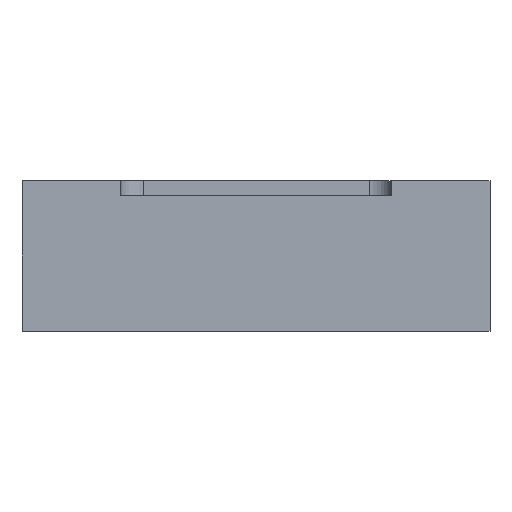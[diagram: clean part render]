
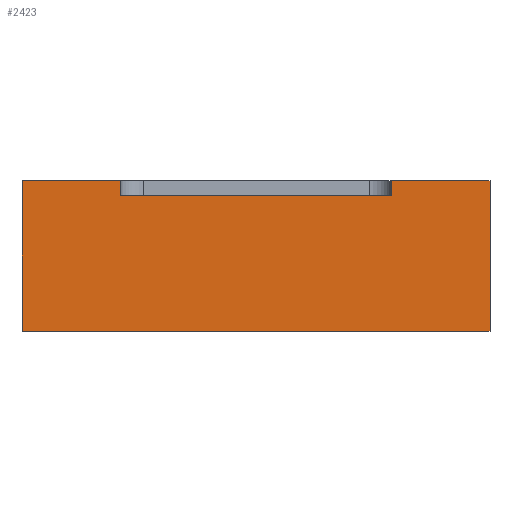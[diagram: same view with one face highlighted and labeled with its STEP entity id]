
A CAD part, front view. The second image highlights one B-rep face of the part: STEP entity #2423.
In plain terms, the highlighted planar face has unit normal (0, -1, 0).
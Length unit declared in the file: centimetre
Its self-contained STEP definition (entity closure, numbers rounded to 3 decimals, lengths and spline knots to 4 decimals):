
#121=FACE_OUTER_BOUND('',#197,.T.);
#197=EDGE_LOOP('',(#2046,#2047,#2048,#2049,#2050,#2051,#2052,#2053));
#390=LINE('',#3737,#766);
#391=LINE('',#3739,#767);
#392=LINE('',#3741,#768);
#393=LINE('',#3743,#769);
#394=LINE('',#3745,#770);
#395=LINE('',#3747,#771);
#396=LINE('',#3749,#772);
#397=LINE('',#3750,#773);
#766=VECTOR('',#2921,1.);
#767=VECTOR('',#2922,1.);
#768=VECTOR('',#2923,1.);
#769=VECTOR('',#2924,1.);
#770=VECTOR('',#2925,1.);
#771=VECTOR('',#2926,1.);
#772=VECTOR('',#2927,1.);
#773=VECTOR('',#2928,1.);
#1158=VERTEX_POINT('',#3735);
#1159=VERTEX_POINT('',#3736);
#1160=VERTEX_POINT('',#3738);
#1161=VERTEX_POINT('',#3740);
#1162=VERTEX_POINT('',#3742);
#1163=VERTEX_POINT('',#3744);
#1164=VERTEX_POINT('',#3746);
#1165=VERTEX_POINT('',#3748);
#1602=EDGE_CURVE('',#1158,#1159,#390,.T.);
#1603=EDGE_CURVE('',#1159,#1160,#391,.T.);
#1604=EDGE_CURVE('',#1160,#1161,#392,.T.);
#1605=EDGE_CURVE('',#1161,#1162,#393,.T.);
#1606=EDGE_CURVE('',#1162,#1163,#394,.T.);
#1607=EDGE_CURVE('',#1163,#1164,#395,.T.);
#1608=EDGE_CURVE('',#1164,#1165,#396,.T.);
#1609=EDGE_CURVE('',#1165,#1158,#397,.T.);
#2046=ORIENTED_EDGE('',*,*,#1602,.T.);
#2047=ORIENTED_EDGE('',*,*,#1603,.T.);
#2048=ORIENTED_EDGE('',*,*,#1604,.T.);
#2049=ORIENTED_EDGE('',*,*,#1605,.T.);
#2050=ORIENTED_EDGE('',*,*,#1606,.T.);
#2051=ORIENTED_EDGE('',*,*,#1607,.T.);
#2052=ORIENTED_EDGE('',*,*,#1608,.T.);
#2053=ORIENTED_EDGE('',*,*,#1609,.T.);
#2359=PLANE('',#2655);
#2423=ADVANCED_FACE('',(#121),#2359,.T.);
#2655=AXIS2_PLACEMENT_3D('',#3734,#2919,#2920);
#2919=DIRECTION('center_axis',(0.,-1.,0.));
#2920=DIRECTION('ref_axis',(0.,0.,-1.));
#2921=DIRECTION('',(0.,0.,-1.));
#2922=DIRECTION('',(-1.,0.,0.));
#2923=DIRECTION('',(0.,0.,1.));
#2924=DIRECTION('',(-1.,0.,0.));
#2925=DIRECTION('',(0.,0.,-1.));
#2926=DIRECTION('',(1.,0.,0.));
#2927=DIRECTION('',(0.,0.,1.));
#2928=DIRECTION('',(-1.,0.,0.));
#3734=CARTESIAN_POINT('Origin',(-1.55,-1.55,0.5));
#3735=CARTESIAN_POINT('',(0.9,-1.55,1.));
#3736=CARTESIAN_POINT('',(0.9,-1.55,0.9));
#3737=CARTESIAN_POINT('',(0.9,-1.55,1.));
#3738=CARTESIAN_POINT('',(-0.8978,-1.55,0.9));
#3739=CARTESIAN_POINT('',(0.9,-1.55,0.9));
#3740=CARTESIAN_POINT('',(-0.8978,-1.55,1.));
#3741=CARTESIAN_POINT('',(-0.8978,-1.55,0.9));
#3742=CARTESIAN_POINT('',(-1.55,-1.55,1.));
#3743=CARTESIAN_POINT('',(-0.8978,-1.55,1.));
#3744=CARTESIAN_POINT('',(-1.55,-1.55,0.));
#3745=CARTESIAN_POINT('',(-1.55,-1.55,1.));
#3746=CARTESIAN_POINT('',(1.55,-1.55,0.));
#3747=CARTESIAN_POINT('',(-1.55,-1.55,0.));
#3748=CARTESIAN_POINT('',(1.55,-1.55,1.));
#3749=CARTESIAN_POINT('',(1.55,-1.55,0.));
#3750=CARTESIAN_POINT('',(1.55,-1.55,1.));
